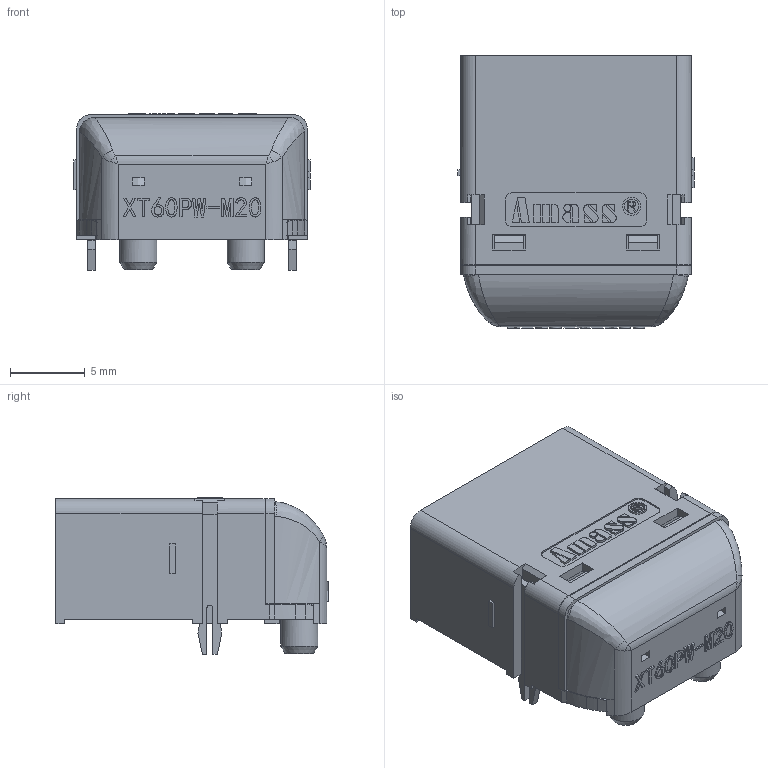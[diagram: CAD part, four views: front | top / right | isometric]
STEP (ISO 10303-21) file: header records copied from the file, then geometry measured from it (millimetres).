
FILE_DESCRIPTION( ( '' ), ' ' );
FILE_NAME( '5dbce06f0847a4163f66b5aa.step', '2019-11-02T01:48:33', ( '' ), ( '' ), ' ', ' ', ' ' );
FILE_SCHEMA( ( 'AUTOMOTIVE_DESIGN { 1 0 10303 214 1 1 1 1 }' ) );
Length unit declared in the file: metre
Products named in the file (5): Assem1; XT60____-8______-UL-21156; XT60____-8________; XT60____-8____-21157; XT60PW-M20____-8-UL
Assembly tree (6 placements, depth 2):
  Assem1
    XT60____-8______-UL-21156
    XT60____-8________  x2
    XT60____-8____-21157  x2
    XT60PW-M20____-8-UL
Bounding box: 15.9 x 18.3 x 10.5 mm (x, y, z)
Volume: 1174.9 mm3; surface area: 2947.8 mm2
Topology: 6 solids, 8 shells, 653 faces, 1758 edges, 1154 vertices
Faces by surface type: plane 432, cylinder 122, bspline 53, extrusion 34, cone 12
Full cylindrical faces by diameter (mm): 0.478 x1, 0.96 x1, 1.211 x1, 1.5 x2, 2.5 x4, 4.1 x2, 4.2 x6
Entity records: 27607 total; most frequent: CARTESIAN_POINT 8048, ORIENTED_EDGE 3170, DIRECTION 2752, EDGE_CURVE 1585, VECTOR 1190, LINE 1156, VERTEX_POINT 1051, AXIS2_PLACEMENT_3D 781
